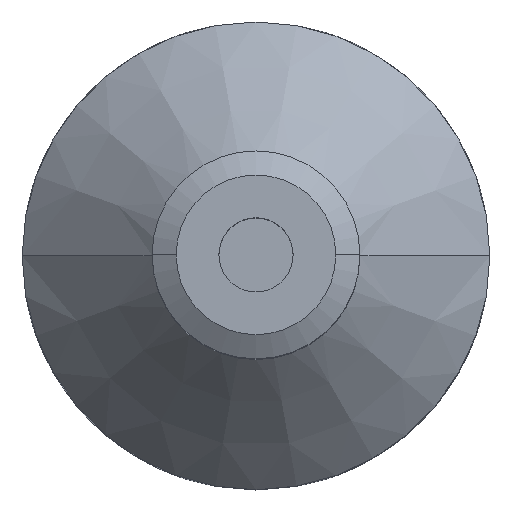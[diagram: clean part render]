
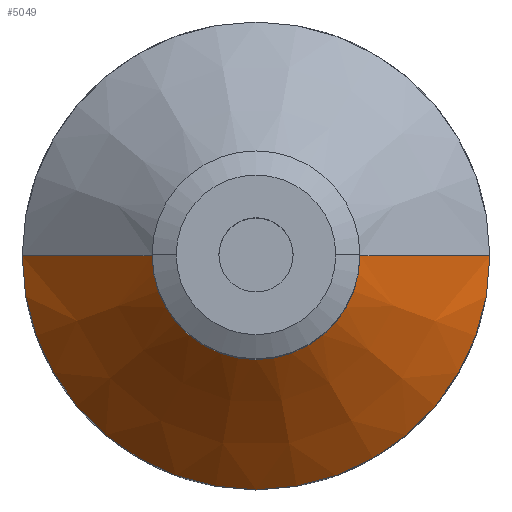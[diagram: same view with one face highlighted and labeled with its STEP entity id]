
A CAD part, top view. The second image highlights one B-rep face of the part: STEP entity #5049.
In plain terms, the highlighted conical face has half-angle 44.193 degrees and reference radius 31.5 mm.
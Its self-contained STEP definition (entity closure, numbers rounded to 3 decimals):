
#131 = DIRECTION ( 'NONE',  ( 0., 0., -1. ) ) ;
#141 = CARTESIAN_POINT ( 'NONE',  ( 31.5, 0., 22. ) ) ;
#491 = AXIS2_PLACEMENT_3D ( 'NONE', #2473, #131, #2882 ) ;
#494 = ORIENTED_EDGE ( 'NONE', *, *, #1047, .T. ) ;
#568 = VERTEX_POINT ( 'NONE', #1830 ) ;
#601 = VECTOR ( 'NONE', #2895, 1000. ) ;
#681 = DIRECTION ( 'NONE',  ( 0., 0., 1. ) ) ;
#865 = VERTEX_POINT ( 'NONE', #2561 ) ;
#894 = CARTESIAN_POINT ( 'NONE',  ( 0., 0., 22. ) ) ;
#1047 = EDGE_CURVE ( 'NONE', #568, #865, #4013, .T. ) ;
#1150 = VERTEX_POINT ( 'NONE', #5057 ) ;
#1279 = DIRECTION ( 'NONE',  ( 0., 0., -1. ) ) ;
#1306 = FACE_OUTER_BOUND ( 'NONE', #1899, .T. ) ;
#1794 = AXIS2_PLACEMENT_3D ( 'NONE', #894, #1279, #4060 ) ;
#1830 = CARTESIAN_POINT ( 'NONE',  ( -14., 0., 40. ) ) ;
#1888 = VECTOR ( 'NONE', #4995, 1000. ) ;
#1899 = EDGE_LOOP ( 'NONE', ( #1972, #2397, #494, #2099 ) ) ;
#1972 = ORIENTED_EDGE ( 'NONE', *, *, #2119, .F. ) ;
#2053 = CARTESIAN_POINT ( 'NONE',  ( -31.5, 0., 22. ) ) ;
#2099 = ORIENTED_EDGE ( 'NONE', *, *, #2621, .T. ) ;
#2119 = EDGE_CURVE ( 'NONE', #1150, #3357, #2694, .T. ) ;
#2397 = ORIENTED_EDGE ( 'NONE', *, *, #5011, .T. ) ;
#2473 = CARTESIAN_POINT ( 'NONE',  ( 0., 0., 40. ) ) ;
#2547 = CARTESIAN_POINT ( 'NONE',  ( 31.5, 0., 22. ) ) ;
#2561 = CARTESIAN_POINT ( 'NONE',  ( -31.5, 0., 22. ) ) ;
#2621 = EDGE_CURVE ( 'NONE', #865, #3357, #4838, .T. ) ;
#2694 = LINE ( 'NONE', #141, #601 ) ;
#2882 = DIRECTION ( 'NONE',  ( -1., 0., 0. ) ) ;
#2895 = DIRECTION ( 'NONE',  ( 0.697, 0., -0.717 ) ) ;
#3058 = CARTESIAN_POINT ( 'NONE',  ( 0., 0., 22. ) ) ;
#3189 = CONICAL_SURFACE ( 'NONE', #1794, 31.5, 0.771 ) ;
#3357 = VERTEX_POINT ( 'NONE', #2547 ) ;
#3365 = AXIS2_PLACEMENT_3D ( 'NONE', #3058, #681, #3471 ) ;
#3471 = DIRECTION ( 'NONE',  ( 1., 0., 0. ) ) ;
#4013 = LINE ( 'NONE', #2053, #1888 ) ;
#4060 = DIRECTION ( 'NONE',  ( -1., 0., 0. ) ) ;
#4462 = CIRCLE ( 'NONE', #491, 14. ) ;
#4838 = CIRCLE ( 'NONE', #3365, 31.5 ) ;
#4995 = DIRECTION ( 'NONE',  ( -0.697, 0., -0.717 ) ) ;
#5011 = EDGE_CURVE ( 'NONE', #1150, #568, #4462, .T. ) ;
#5049 = ADVANCED_FACE ( 'NONE', ( #1306 ), #3189, .T. ) ;
#5057 = CARTESIAN_POINT ( 'NONE',  ( 14., 0., 40. ) ) ;
